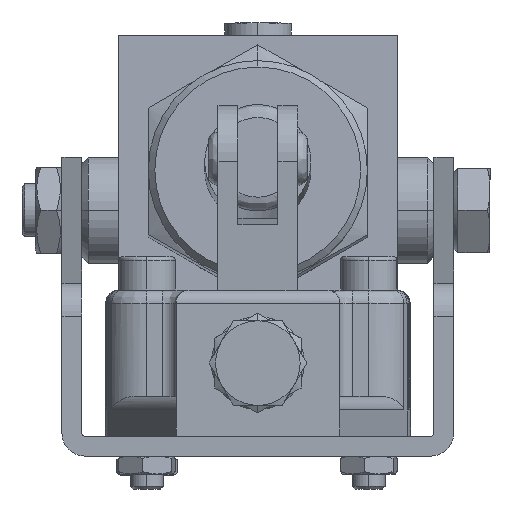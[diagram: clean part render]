
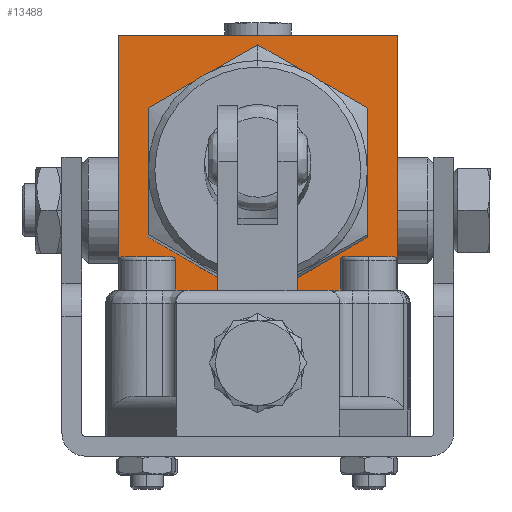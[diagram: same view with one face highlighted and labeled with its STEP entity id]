
A CAD part, left-side view. The second image highlights one B-rep face of the part: STEP entity #13488.
In plain terms, the highlighted face is planar.
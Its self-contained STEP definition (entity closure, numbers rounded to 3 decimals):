
#1123 = AXIS2_PLACEMENT_3D ( 'NONE', #7891, #7892, #7893 ) ;
#1156 = AXIS2_PLACEMENT_3D ( 'NONE', #8165, #8166, #8167 ) ;
#5719 = DIRECTION ( 'NONE',  ( 0., 0., -1. ) ) ;
#5720 = DIRECTION ( 'NONE',  ( 1., 0., 0. ) ) ;
#5722 = PLANE ( 'NONE',  #31669 ) ;
#5730 = CARTESIAN_POINT ( 'NONE',  ( 20.6, 16.5, 0. ) ) ;
#7891 = CARTESIAN_POINT ( 'NONE',  ( 20.6, 0., 0. ) ) ;
#7892 = DIRECTION ( 'NONE',  ( -1., 0., 0. ) ) ;
#7893 = DIRECTION ( 'NONE',  ( 0., 0., 1. ) ) ;
#8165 = CARTESIAN_POINT ( 'NONE',  ( 20.6, 0., 0. ) ) ;
#8166 = DIRECTION ( 'NONE',  ( -1., 0., 0. ) ) ;
#8167 = DIRECTION ( 'NONE',  ( 0., 0., 1. ) ) ;
#8173 = DIRECTION ( 'NONE',  ( 0., 1., 0. ) ) ;
#8175 = CARTESIAN_POINT ( 'NONE',  ( 20.6, 21., 21. ) ) ;
#8179 = CARTESIAN_POINT ( 'NONE',  ( 20.6, 21., -21. ) ) ;
#8180 = CARTESIAN_POINT ( 'NONE',  ( 20.6, 21., 0. ) ) ;
#8185 = DIRECTION ( 'NONE',  ( 0., 0., 1. ) ) ;
#8187 = DIRECTION ( 'NONE',  ( 0., -1., 0. ) ) ;
#8188 = CARTESIAN_POINT ( 'NONE',  ( 20.6, -21., 0. ) ) ;
#8189 = DIRECTION ( 'NONE',  ( 0., 0., 1. ) ) ;
#8860 = CIRCLE ( 'NONE', #1156, 16.5 ) ;
#8865 = LINE ( 'NONE', #8180, #8875 ) ;
#8871 = LINE ( 'NONE', #8175, #8873 ) ;
#8872 = LINE ( 'NONE', #8179, #8877 ) ;
#8873 = VECTOR ( 'NONE', #8173, 1000. ) ;
#8875 = VECTOR ( 'NONE', #8185, 1000. ) ;
#8876 = LINE ( 'NONE', #8188, #8879 ) ;
#8877 = VECTOR ( 'NONE', #8187, 1000. ) ;
#8879 = VECTOR ( 'NONE', #8189, 1000. ) ;
#12899 = CARTESIAN_POINT ( 'NONE',  ( 20.6, 0., -16.5 ) ) ;
#12909 = CARTESIAN_POINT ( 'NONE',  ( 20.6, -21., -21. ) ) ;
#12924 = CARTESIAN_POINT ( 'NONE',  ( 20.6, 0., 16.5 ) ) ;
#12930 = CARTESIAN_POINT ( 'NONE',  ( 20.6, -21., 21. ) ) ;
#12947 = CARTESIAN_POINT ( 'NONE',  ( 20.6, 21., 21. ) ) ;
#13020 = CARTESIAN_POINT ( 'NONE',  ( 20.6, 21., -21. ) ) ;
#13488 = ADVANCED_FACE ( 'NONE', ( #36019, #36022 ), #5722, .F. ) ;
#14653 = EDGE_CURVE ( 'NONE', #25412, #25387, #37277, .T. ) ;
#14710 = EDGE_CURVE ( 'NONE', #25387, #25412, #8860, .T. ) ;
#14717 = EDGE_CURVE ( 'NONE', #25418, #25435, #8871, .T. ) ;
#14718 = EDGE_CURVE ( 'NONE', #25508, #25435, #8865, .T. ) ;
#14719 = EDGE_CURVE ( 'NONE', #25508, #25397, #8872, .T. ) ;
#14720 = EDGE_CURVE ( 'NONE', #25397, #25418, #8876, .T. ) ;
#22198 = ORIENTED_EDGE ( 'NONE', *, *, #14717, .T. ) ;
#22200 = ORIENTED_EDGE ( 'NONE', *, *, #14718, .F. ) ;
#22202 = ORIENTED_EDGE ( 'NONE', *, *, #14719, .T. ) ;
#22204 = ORIENTED_EDGE ( 'NONE', *, *, #14720, .T. ) ;
#22206 = ORIENTED_EDGE ( 'NONE', *, *, #14653, .F. ) ;
#22208 = ORIENTED_EDGE ( 'NONE', *, *, #14710, .F. ) ;
#25387 = VERTEX_POINT ( 'NONE', #12899 ) ;
#25397 = VERTEX_POINT ( 'NONE', #12909 ) ;
#25412 = VERTEX_POINT ( 'NONE', #12924 ) ;
#25418 = VERTEX_POINT ( 'NONE', #12930 ) ;
#25435 = VERTEX_POINT ( 'NONE', #12947 ) ;
#25508 = VERTEX_POINT ( 'NONE', #13020 ) ;
#31669 = AXIS2_PLACEMENT_3D ( 'NONE', #5730, #5720, #5719 ) ;
#34766 = EDGE_LOOP ( 'NONE', ( #22198, #22200, #22202, #22204 ) ) ;
#34770 = EDGE_LOOP ( 'NONE', ( #22206, #22208 ) ) ;
#36019 = FACE_OUTER_BOUND ( 'NONE', #34766, .T. ) ;
#36022 = FACE_BOUND ( 'NONE', #34770, .T. ) ;
#37277 = CIRCLE ( 'NONE', #1123, 16.5 ) ;
